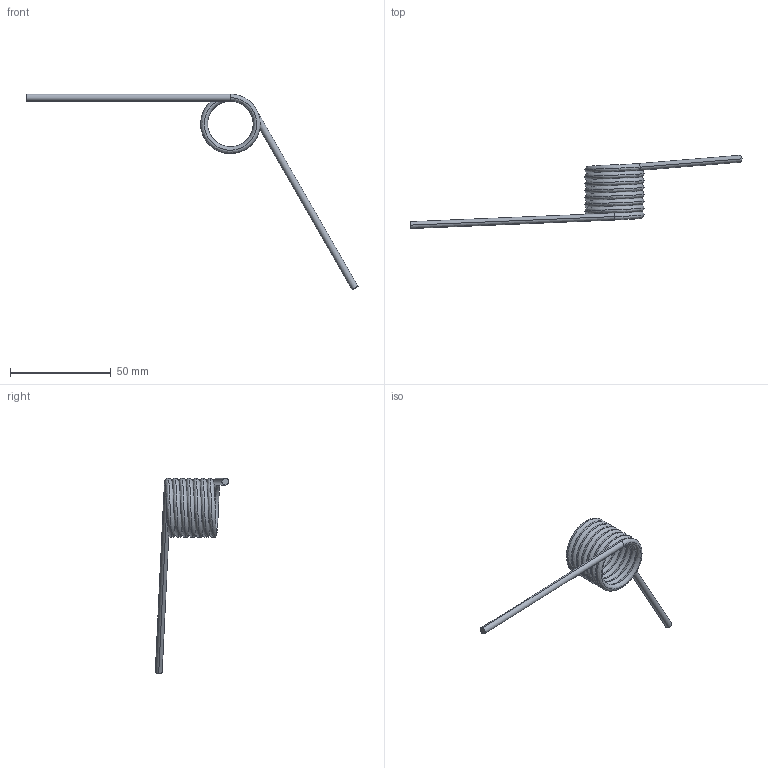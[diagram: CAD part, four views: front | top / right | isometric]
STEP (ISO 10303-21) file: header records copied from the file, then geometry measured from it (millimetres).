
FILE_DESCRIPTION (( 'STEP AP214' ), '1' );
FILE_NAME ('LeeSpring-LTR135H 10 M.STEP', '2024-06-21T05:47:19', ( '' ), ( '' ), 'SwSTEP 2.0', 'SolidWorks 2024', '' );
FILE_SCHEMA (( 'AUTOMOTIVE_DESIGN' ));
Length unit declared in the file: inch
Products named in the file (1): LeeSpring-LTR135H 10 M
Bounding box: 164.88 x 36.5 x 97.13 mm (x, y, z)
Volume: 7286.7 mm3; surface area: 8529.2 mm2
Topology: 1 solids, 1 shells, 10 faces, 21 edges, 13 vertices
Faces by surface type: bspline 8, plane 2
Entity records: 4066 total; most frequent: CARTESIAN_POINT 3874, ORIENTED_EDGE 42, DIRECTION 26, EDGE_CURVE 21, VERTEX_POINT 13, AXIS2_PLACEMENT_3D 11, EDGE_LOOP 10, FACE_OUTER_BOUND 10
